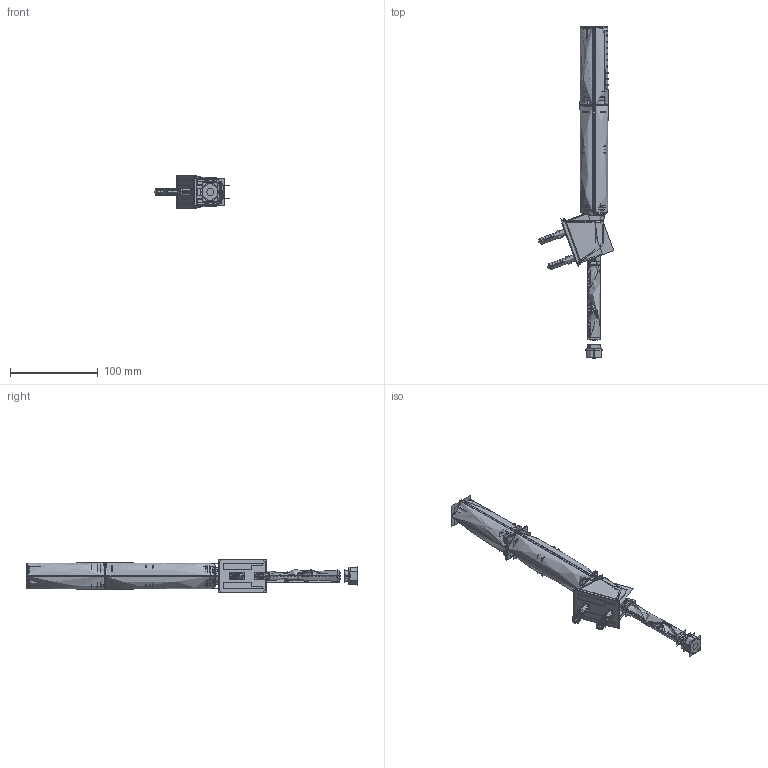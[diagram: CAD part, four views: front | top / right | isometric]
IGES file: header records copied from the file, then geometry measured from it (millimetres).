
Start section:  PTC IGES file: FFASS508.igs
Global section: file name: FFASS508.igs; native system: Creo Parametric by PTC Inc.; preprocessor: 2019224; author: 10114277; organization: Unknown; date: 20211029.164154; units: millimetre
Bounding box: 86.28 x 379.37 x 38.38 mm (x, y, z)
Surface area: 1235250.6 mm2 (no closed solid volume)
Topology: 0 solids, 0 shells, 5802 faces, 91681 edges, 120652 vertices
Faces by surface type: revolution 3120, bspline 2652, extrusion 30
